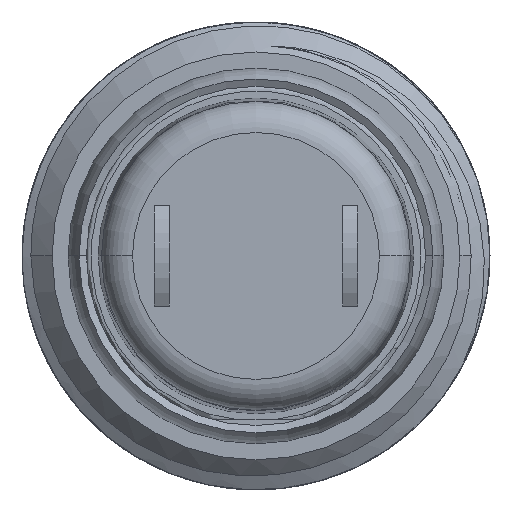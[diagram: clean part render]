
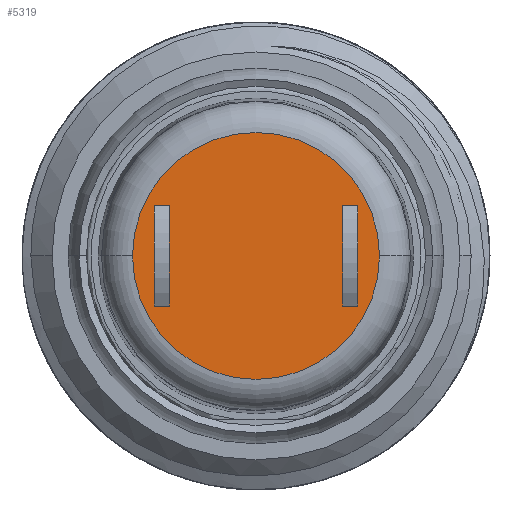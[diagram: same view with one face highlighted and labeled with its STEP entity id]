
A CAD part, front view. The second image highlights one B-rep face of the part: STEP entity #5319.
In plain terms, the highlighted planar face has unit normal (0, -1, 0).
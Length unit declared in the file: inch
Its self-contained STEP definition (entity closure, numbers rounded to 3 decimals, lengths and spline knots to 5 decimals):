
#5183=CARTESIAN_POINT('',(0.,-0.636,0.));
#5184=DIRECTION('',(0.,1.,0.));
#5185=DIRECTION('',(1.,0.,0.));
#5186=AXIS2_PLACEMENT_3D('',#5183,#5184,#5185);
#5188=CARTESIAN_POINT('',(0.,-0.636,0.));
#5189=DIRECTION('',(0.,1.,0.));
#5190=DIRECTION('',(-1.,0.,0.));
#5191=AXIS2_PLACEMENT_3D('',#5188,#5189,#5190);
#5296=CARTESIAN_POINT('',(0.1232,-0.636,0.));
#5297=CARTESIAN_POINT('',(-0.1232,-0.636,0.));
#5298=VERTEX_POINT('',#5296);
#5299=VERTEX_POINT('',#5297);
#5308=CARTESIAN_POINT('',(0.,-0.636,0.));
#5309=DIRECTION('',(0.,1.,0.));
#5310=DIRECTION('',(1.,0.,0.));
#5311=AXIS2_PLACEMENT_3D('',#5308,#5309,#5310);
#5312=PLANE('',#5311);
#5314=ORIENTED_EDGE('',*,*,#5313,.T.);
#5316=ORIENTED_EDGE('',*,*,#5315,.T.);
#5317=EDGE_LOOP('',(#5314,#5316));
#5318=FACE_OUTER_BOUND('',#5317,.F.);
#5319=ADVANCED_FACE('',(#5318),#5312,.F.);
#5187=CIRCLE('',#5186,0.1232);
#5192=CIRCLE('',#5191,0.1232);
#5313=EDGE_CURVE('',#5298,#5299,#5187,.T.);
#5315=EDGE_CURVE('',#5299,#5298,#5192,.T.);
